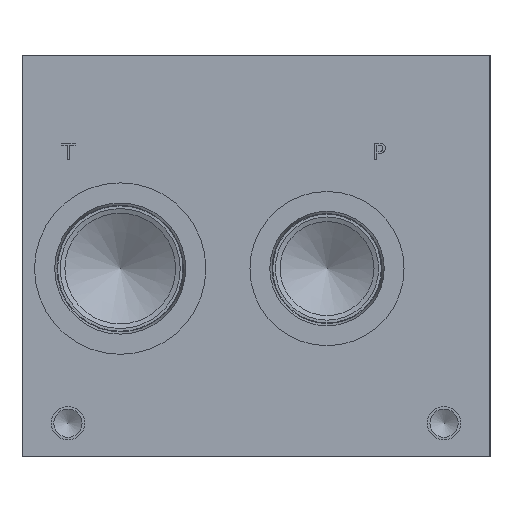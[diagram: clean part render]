
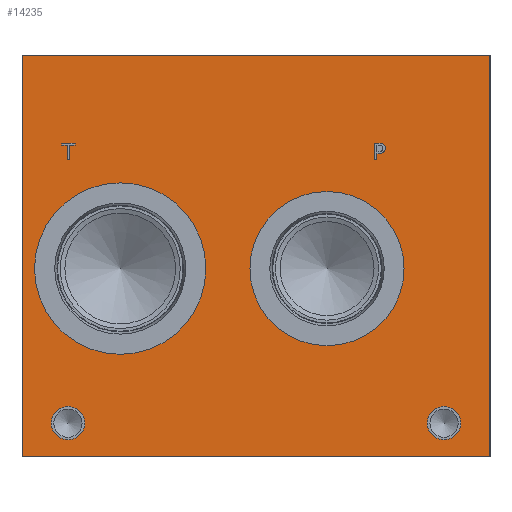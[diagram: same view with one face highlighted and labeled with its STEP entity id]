
A CAD part, left-side view. The second image highlights one B-rep face of the part: STEP entity #14235.
In plain terms, the highlighted planar face has unit normal (-1, 0, 0).
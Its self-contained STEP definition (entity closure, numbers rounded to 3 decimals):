
#211=CIRCLE('',#14999,32.563);
#212=CIRCLE('',#15000,32.563);
#213=CIRCLE('',#15001,29.286);
#214=CIRCLE('',#15002,29.286);
#215=CIRCLE('',#15003,6.35);
#216=CIRCLE('',#15004,6.35);
#217=CIRCLE('',#15005,6.35);
#218=CIRCLE('',#15006,6.35);
#720=B_SPLINE_CURVE_WITH_KNOTS('',2,(#21216,#21217,#21218,#21219),
 .UNSPECIFIED.,.F.,.F.,(3,1,3),(0.,1.,2.),.UNSPECIFIED.);
#722=B_SPLINE_CURVE_WITH_KNOTS('',2,(#21237,#21238,#21239,#21240),
 .UNSPECIFIED.,.F.,.F.,(3,1,3),(0.,1.,2.),.UNSPECIFIED.);
#724=B_SPLINE_CURVE_WITH_KNOTS('',2,(#21286,#21287,#21288,#21289),
 .UNSPECIFIED.,.F.,.F.,(3,1,3),(0.,1.,2.),.UNSPECIFIED.);
#726=B_SPLINE_CURVE_WITH_KNOTS('',2,(#21304,#21305,#21306,#21307),
 .UNSPECIFIED.,.F.,.F.,(3,1,3),(0.,1.,2.),.UNSPECIFIED.);
#1129=FACE_BOUND('',#2162,.T.);
#1130=FACE_BOUND('',#2163,.T.);
#1131=FACE_BOUND('',#2164,.T.);
#1132=FACE_BOUND('',#2165,.T.);
#1133=FACE_BOUND('',#2166,.T.);
#1134=FACE_BOUND('',#2167,.T.);
#1341=FACE_OUTER_BOUND('',#2161,.T.);
#2161=EDGE_LOOP('',(#10031,#10032,#10033,#10034));
#2162=EDGE_LOOP('',(#10035,#10036));
#2163=EDGE_LOOP('',(#10037,#10038));
#2164=EDGE_LOOP('',(#10039,#10040));
#2165=EDGE_LOOP('',(#10041,#10042));
#2166=EDGE_LOOP('',(#10043,#10044,#10045,#10046,#10047,#10048,#10049,#10050));
#2167=EDGE_LOOP('',(#10051,#10052,#10053,#10054,#10055,#10056,#10057,#10058,
#10059));
#2957=LINE('',#19526,#4295);
#3356=LINE('',#21249,#4694);
#3359=LINE('',#21255,#4697);
#3362=LINE('',#21261,#4700);
#3365=LINE('',#21267,#4703);
#3368=LINE('',#21273,#4706);
#3372=LINE('',#21315,#4710);
#3373=LINE('',#21317,#4711);
#3374=LINE('',#21318,#4712);
#3375=LINE('',#21337,#4713);
#3376=LINE('',#21339,#4714);
#3377=LINE('',#21341,#4715);
#3378=LINE('',#21343,#4716);
#3379=LINE('',#21345,#4717);
#3380=LINE('',#21347,#4718);
#3381=LINE('',#21349,#4719);
#3382=LINE('',#21350,#4720);
#4295=VECTOR('',#15976,10.);
#4694=VECTOR('',#16537,10.);
#4697=VECTOR('',#16542,10.);
#4700=VECTOR('',#16547,10.);
#4703=VECTOR('',#16552,10.);
#4706=VECTOR('',#16557,10.);
#4710=VECTOR('',#16565,10.);
#4711=VECTOR('',#16566,10.);
#4712=VECTOR('',#16567,10.);
#4713=VECTOR('',#16584,10.);
#4714=VECTOR('',#16585,10.);
#4715=VECTOR('',#16586,10.);
#4716=VECTOR('',#16587,10.);
#4717=VECTOR('',#16588,10.);
#4718=VECTOR('',#16589,10.);
#4719=VECTOR('',#16590,10.);
#4720=VECTOR('',#16591,10.);
#5626=VERTEX_POINT('',#19519);
#5629=VERTEX_POINT('',#19524);
#6102=VERTEX_POINT('',#21214);
#6103=VERTEX_POINT('',#21215);
#6106=VERTEX_POINT('',#21236);
#6108=VERTEX_POINT('',#21248);
#6110=VERTEX_POINT('',#21254);
#6112=VERTEX_POINT('',#21260);
#6114=VERTEX_POINT('',#21266);
#6116=VERTEX_POINT('',#21272);
#6118=VERTEX_POINT('',#21285);
#6120=VERTEX_POINT('',#21314);
#6121=VERTEX_POINT('',#21316);
#6122=VERTEX_POINT('',#21319);
#6123=VERTEX_POINT('',#21320);
#6124=VERTEX_POINT('',#21323);
#6125=VERTEX_POINT('',#21324);
#6126=VERTEX_POINT('',#21327);
#6127=VERTEX_POINT('',#21328);
#6128=VERTEX_POINT('',#21331);
#6129=VERTEX_POINT('',#21332);
#6130=VERTEX_POINT('',#21335);
#6131=VERTEX_POINT('',#21336);
#6132=VERTEX_POINT('',#21338);
#6133=VERTEX_POINT('',#21340);
#6134=VERTEX_POINT('',#21342);
#6135=VERTEX_POINT('',#21344);
#6136=VERTEX_POINT('',#21346);
#6137=VERTEX_POINT('',#21348);
#7080=EDGE_CURVE('',#5626,#5629,#2957,.T.);
#7629=EDGE_CURVE('',#6102,#6103,#720,.T.);
#7633=EDGE_CURVE('',#6106,#6102,#722,.T.);
#7636=EDGE_CURVE('',#6108,#6106,#3356,.T.);
#7639=EDGE_CURVE('',#6110,#6108,#3359,.T.);
#7642=EDGE_CURVE('',#6112,#6110,#3362,.T.);
#7645=EDGE_CURVE('',#6114,#6112,#3365,.T.);
#7648=EDGE_CURVE('',#6116,#6114,#3368,.T.);
#7651=EDGE_CURVE('',#6118,#6116,#724,.T.);
#7654=EDGE_CURVE('',#6103,#6118,#726,.T.);
#7656=EDGE_CURVE('',#6120,#5626,#3372,.T.);
#7657=EDGE_CURVE('',#6121,#5629,#3373,.T.);
#7658=EDGE_CURVE('',#6120,#6121,#3374,.T.);
#7659=EDGE_CURVE('',#6122,#6123,#211,.T.);
#7660=EDGE_CURVE('',#6123,#6122,#212,.T.);
#7661=EDGE_CURVE('',#6124,#6125,#213,.T.);
#7662=EDGE_CURVE('',#6125,#6124,#214,.T.);
#7663=EDGE_CURVE('',#6126,#6127,#215,.T.);
#7664=EDGE_CURVE('',#6127,#6126,#216,.T.);
#7665=EDGE_CURVE('',#6128,#6129,#217,.T.);
#7666=EDGE_CURVE('',#6129,#6128,#218,.T.);
#7667=EDGE_CURVE('',#6130,#6131,#3375,.T.);
#7668=EDGE_CURVE('',#6131,#6132,#3376,.T.);
#7669=EDGE_CURVE('',#6132,#6133,#3377,.T.);
#7670=EDGE_CURVE('',#6133,#6134,#3378,.T.);
#7671=EDGE_CURVE('',#6134,#6135,#3379,.T.);
#7672=EDGE_CURVE('',#6135,#6136,#3380,.T.);
#7673=EDGE_CURVE('',#6136,#6137,#3381,.T.);
#7674=EDGE_CURVE('',#6137,#6130,#3382,.T.);
#10031=ORIENTED_EDGE('',*,*,#7656,.T.);
#10032=ORIENTED_EDGE('',*,*,#7080,.T.);
#10033=ORIENTED_EDGE('',*,*,#7657,.F.);
#10034=ORIENTED_EDGE('',*,*,#7658,.F.);
#10035=ORIENTED_EDGE('',*,*,#7659,.T.);
#10036=ORIENTED_EDGE('',*,*,#7660,.T.);
#10037=ORIENTED_EDGE('',*,*,#7661,.T.);
#10038=ORIENTED_EDGE('',*,*,#7662,.T.);
#10039=ORIENTED_EDGE('',*,*,#7663,.T.);
#10040=ORIENTED_EDGE('',*,*,#7664,.T.);
#10041=ORIENTED_EDGE('',*,*,#7665,.T.);
#10042=ORIENTED_EDGE('',*,*,#7666,.T.);
#10043=ORIENTED_EDGE('',*,*,#7667,.T.);
#10044=ORIENTED_EDGE('',*,*,#7668,.T.);
#10045=ORIENTED_EDGE('',*,*,#7669,.T.);
#10046=ORIENTED_EDGE('',*,*,#7670,.T.);
#10047=ORIENTED_EDGE('',*,*,#7671,.T.);
#10048=ORIENTED_EDGE('',*,*,#7672,.T.);
#10049=ORIENTED_EDGE('',*,*,#7673,.T.);
#10050=ORIENTED_EDGE('',*,*,#7674,.T.);
#10051=ORIENTED_EDGE('',*,*,#7629,.T.);
#10052=ORIENTED_EDGE('',*,*,#7654,.T.);
#10053=ORIENTED_EDGE('',*,*,#7651,.T.);
#10054=ORIENTED_EDGE('',*,*,#7648,.T.);
#10055=ORIENTED_EDGE('',*,*,#7645,.T.);
#10056=ORIENTED_EDGE('',*,*,#7642,.T.);
#10057=ORIENTED_EDGE('',*,*,#7639,.T.);
#10058=ORIENTED_EDGE('',*,*,#7636,.T.);
#10059=ORIENTED_EDGE('',*,*,#7633,.T.);
#13234=PLANE('',#14998);
#14235=ADVANCED_FACE('',(#1341,#1129,#1130,#1131,#1132,#1133,#1134),#13234,
 .T.);
#14998=AXIS2_PLACEMENT_3D('',#21313,#16563,#16564);
#14999=AXIS2_PLACEMENT_3D('',#21321,#16568,#16569);
#15000=AXIS2_PLACEMENT_3D('',#21322,#16570,#16571);
#15001=AXIS2_PLACEMENT_3D('',#21325,#16572,#16573);
#15002=AXIS2_PLACEMENT_3D('',#21326,#16574,#16575);
#15003=AXIS2_PLACEMENT_3D('',#21329,#16576,#16577);
#15004=AXIS2_PLACEMENT_3D('',#21330,#16578,#16579);
#15005=AXIS2_PLACEMENT_3D('',#21333,#16580,#16581);
#15006=AXIS2_PLACEMENT_3D('',#21334,#16582,#16583);
#15976=DIRECTION('',(0.,0.,1.));
#16537=DIRECTION('',(0.,-1.,0.));
#16542=DIRECTION('',(0.,0.,1.));
#16547=DIRECTION('',(0.,1.,0.));
#16552=DIRECTION('',(0.,0.,-1.));
#16557=DIRECTION('',(0.,1.,0.));
#16563=DIRECTION('center_axis',(-1.,0.,0.));
#16564=DIRECTION('ref_axis',(0.,-1.,0.));
#16565=DIRECTION('',(0.,-1.,0.));
#16566=DIRECTION('',(0.,-1.,0.));
#16567=DIRECTION('',(0.,0.,1.));
#16568=DIRECTION('center_axis',(1.,0.,0.));
#16569=DIRECTION('ref_axis',(0.,0.,1.));
#16570=DIRECTION('center_axis',(1.,0.,0.));
#16571=DIRECTION('ref_axis',(0.,0.,1.));
#16572=DIRECTION('center_axis',(1.,0.,0.));
#16573=DIRECTION('ref_axis',(0.,0.,1.));
#16574=DIRECTION('center_axis',(1.,0.,0.));
#16575=DIRECTION('ref_axis',(0.,0.,1.));
#16576=DIRECTION('center_axis',(1.,0.,0.));
#16577=DIRECTION('ref_axis',(0.,1.,0.));
#16578=DIRECTION('center_axis',(1.,0.,0.));
#16579=DIRECTION('ref_axis',(0.,1.,0.));
#16580=DIRECTION('center_axis',(1.,0.,0.));
#16581=DIRECTION('ref_axis',(0.,1.,0.));
#16582=DIRECTION('center_axis',(1.,0.,0.));
#16583=DIRECTION('ref_axis',(0.,1.,0.));
#16584=DIRECTION('',(0.,1.,0.));
#16585=DIRECTION('',(0.,0.,1.));
#16586=DIRECTION('',(0.,1.,0.));
#16587=DIRECTION('',(0.,0.,1.));
#16588=DIRECTION('',(0.,-1.,0.));
#16589=DIRECTION('',(0.,0.,-1.));
#16590=DIRECTION('',(0.,1.,0.));
#16591=DIRECTION('',(0.,0.,-1.));
#19519=CARTESIAN_POINT('',(0.,0.,0.));
#19524=CARTESIAN_POINT('',(0.,0.,152.4));
#19526=CARTESIAN_POINT('',(0.,0.,0.));
#21214=CARTESIAN_POINT('',(0.,40.549,118.666));
#21215=CARTESIAN_POINT('',(0.,39.793,117.148));
#21216=CARTESIAN_POINT('Ctrl Pts',(0.,40.549,118.666));
#21217=CARTESIAN_POINT('Ctrl Pts',(0.,40.194,118.424));
#21218=CARTESIAN_POINT('Ctrl Pts',(0.,39.793,117.678));
#21219=CARTESIAN_POINT('Ctrl Pts',(0.,39.793,117.148));
#21236=CARTESIAN_POINT('',(0.,42.212,119.062));
#21237=CARTESIAN_POINT('Ctrl Pts',(0.,42.212,119.062));
#21238=CARTESIAN_POINT('Ctrl Pts',(0.,41.646,119.062));
#21239=CARTESIAN_POINT('Ctrl Pts',(0.,40.853,118.877));
#21240=CARTESIAN_POINT('Ctrl Pts',(0.,40.549,118.666));
#21248=CARTESIAN_POINT('',(0.,43.807,119.062));
#21249=CARTESIAN_POINT('',(0.,110.803,119.062));
#21254=CARTESIAN_POINT('',(0.,43.807,112.713));
#21255=CARTESIAN_POINT('',(0.,43.807,56.356));
#21260=CARTESIAN_POINT('',(0.,42.963,112.713));
#21261=CARTESIAN_POINT('',(0.,110.381,112.713));
#21266=CARTESIAN_POINT('',(0.,42.963,115.08));
#21267=CARTESIAN_POINT('',(0.,42.963,57.54));
#21272=CARTESIAN_POINT('',(0.,42.248,115.08));
#21273=CARTESIAN_POINT('',(0.,110.024,115.08));
#21285=CARTESIAN_POINT('',(0.,40.349,115.738));
#21286=CARTESIAN_POINT('Ctrl Pts',(0.,40.349,115.738));
#21287=CARTESIAN_POINT('Ctrl Pts',(0.,40.678,115.414));
#21288=CARTESIAN_POINT('Ctrl Pts',(0.,41.568,115.08));
#21289=CARTESIAN_POINT('Ctrl Pts',(0.,42.248,115.08));
#21304=CARTESIAN_POINT('Ctrl Pts',(0.,39.793,117.148));
#21305=CARTESIAN_POINT('Ctrl Pts',(0.,39.793,116.737));
#21306=CARTESIAN_POINT('Ctrl Pts',(0.,40.086,115.996));
#21307=CARTESIAN_POINT('Ctrl Pts',(0.,40.349,115.738));
#21313=CARTESIAN_POINT('Origin',(0.,177.8,0.));
#21314=CARTESIAN_POINT('',(0.,177.8,0.));
#21315=CARTESIAN_POINT('',(0.,177.8,0.));
#21316=CARTESIAN_POINT('',(0.,177.8,152.4));
#21317=CARTESIAN_POINT('',(0.,177.8,152.4));
#21318=CARTESIAN_POINT('',(0.,177.8,0.));
#21319=CARTESIAN_POINT('',(0.,140.487,103.988));
#21320=CARTESIAN_POINT('',(0.,140.487,38.862));
#21321=CARTESIAN_POINT('Origin',(0.,140.487,71.425));
#21322=CARTESIAN_POINT('Origin',(0.,140.487,71.425));
#21323=CARTESIAN_POINT('',(0.,61.925,100.711));
#21324=CARTESIAN_POINT('',(0.,61.925,42.139));
#21325=CARTESIAN_POINT('Origin',(0.,61.925,71.425));
#21326=CARTESIAN_POINT('Origin',(0.,61.925,71.425));
#21327=CARTESIAN_POINT('',(0.,166.675,12.7));
#21328=CARTESIAN_POINT('',(0.,153.975,12.7));
#21329=CARTESIAN_POINT('Origin',(0.,160.325,12.7));
#21330=CARTESIAN_POINT('Origin',(0.,160.325,12.7));
#21331=CARTESIAN_POINT('',(0.,23.825,12.7));
#21332=CARTESIAN_POINT('',(0.,11.125,12.7));
#21333=CARTESIAN_POINT('Origin',(0.,17.475,12.7));
#21334=CARTESIAN_POINT('Origin',(0.,17.475,12.7));
#21335=CARTESIAN_POINT('',(0.,159.75,112.713));
#21336=CARTESIAN_POINT('',(0.,160.594,112.713));
#21337=CARTESIAN_POINT('',(0.,168.775,112.713));
#21338=CARTESIAN_POINT('',(0.,160.594,118.311));
#21339=CARTESIAN_POINT('',(0.,160.594,56.356));
#21340=CARTESIAN_POINT('',(0.,162.724,118.311));
#21341=CARTESIAN_POINT('',(0.,169.197,118.311));
#21342=CARTESIAN_POINT('',(0.,162.724,119.062));
#21343=CARTESIAN_POINT('',(0.,162.724,59.156));
#21344=CARTESIAN_POINT('',(0.,157.619,119.062));
#21345=CARTESIAN_POINT('',(0.,170.262,119.062));
#21346=CARTESIAN_POINT('',(0.,157.619,118.311));
#21347=CARTESIAN_POINT('',(0.,157.619,59.531));
#21348=CARTESIAN_POINT('',(0.,159.75,118.311));
#21349=CARTESIAN_POINT('',(0.,167.71,118.311));
#21350=CARTESIAN_POINT('',(0.,159.75,59.156));
